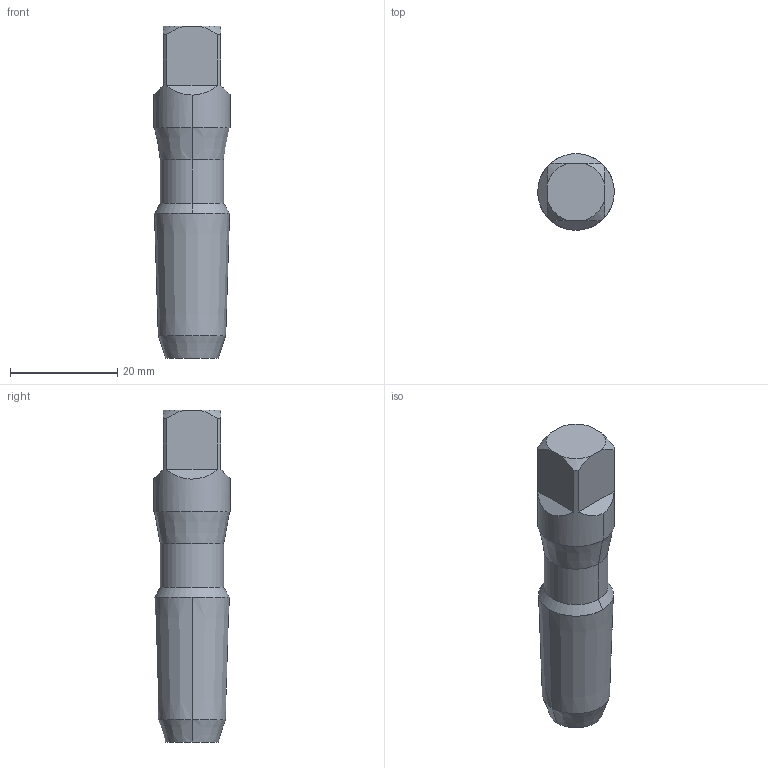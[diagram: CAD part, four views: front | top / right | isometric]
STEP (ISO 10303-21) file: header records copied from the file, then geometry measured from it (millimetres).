
FILE_DESCRIPTION (( 'STEP AP214' ), '1' );
FILE_NAME ('T1519400.STEP', '2024-02-19T06:10:37', ( 'USER' ), ( '' ), 'SwSTEP 2.0', 'SolidWorks 2018', '' );
FILE_SCHEMA (( 'AUTOMOTIVE_DESIGN' ));
Length unit declared in the file: millimetre
Products named in the file (1): T1519400
Bounding box: 14.29 x 14.29 x 62 mm (x, y, z)
Volume: 8014.7 mm3; surface area: 3067.7 mm2
Topology: 2 solids, 2 shells, 31 faces, 70 edges, 44 vertices
Faces by surface type: plane 13, cone 12, cylinder 6
Entity records: 1282 total; most frequent: CARTESIAN_POINT 212, DIRECTION 146, ORIENTED_EDGE 140, EDGE_CURVE 70, AXIS2_PLACEMENT_3D 58, VERTEX_POINT 44, UNCERTAINTY_MEASURE_WITH_UNIT 35, SURFACE_STYLE_USAGE 34
